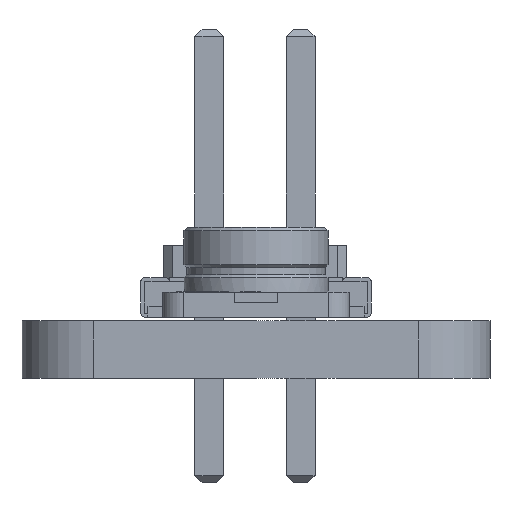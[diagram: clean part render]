
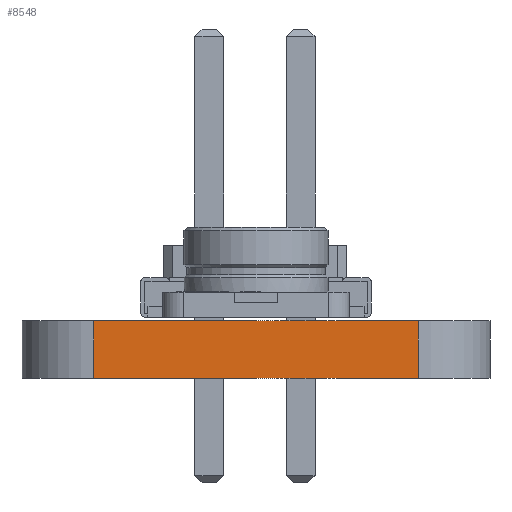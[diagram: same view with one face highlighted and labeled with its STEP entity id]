
A CAD part, left-side view. The second image highlights one B-rep face of the part: STEP entity #8548.
In plain terms, the highlighted planar face has unit normal (-1, 0, 0).
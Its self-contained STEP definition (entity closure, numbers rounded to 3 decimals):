
#8430 = EDGE_CURVE('',#8431,#8433,#8435,.T.);
#8431 = VERTEX_POINT('',#8432);
#8432 = CARTESIAN_POINT('',(106.75,-113.25,0.));
#8433 = VERTEX_POINT('',#8434);
#8434 = CARTESIAN_POINT('',(106.75,-113.25,0.8));
#8435 = SURFACE_CURVE('',#8436,(#8440,#8452),.PCURVE_S1.);
#8436 = LINE('',#8437,#8438);
#8437 = CARTESIAN_POINT('',(106.75,-113.25,0.));
#8438 = VECTOR('',#8439,1.);
#8439 = DIRECTION('',(0.,0.,1.));
#8440 = PCURVE('',#8441,#8446);
#8441 = CYLINDRICAL_SURFACE('',#8442,1.);
#8442 = AXIS2_PLACEMENT_3D('',#8443,#8444,#8445);
#8443 = CARTESIAN_POINT('',(107.75,-113.25,0.));
#8444 = DIRECTION('',(-0.,-0.,-1.));
#8445 = DIRECTION('',(1.,0.,-0.));
#8446 = DEFINITIONAL_REPRESENTATION('',(#8447),#8451);
#8447 = LINE('',#8448,#8449);
#8448 = CARTESIAN_POINT('',(-3.142,0.));
#8449 = VECTOR('',#8450,1.);
#8450 = DIRECTION('',(-0.,-1.));
#8451 = ( GEOMETRIC_REPRESENTATION_CONTEXT(2) 
PARAMETRIC_REPRESENTATION_CONTEXT() REPRESENTATION_CONTEXT('2D SPACE',''
  ) );
#8452 = PCURVE('',#8453,#8458);
#8453 = PLANE('',#8454);
#8454 = AXIS2_PLACEMENT_3D('',#8455,#8456,#8457);
#8455 = CARTESIAN_POINT('',(106.75,-113.25,0.));
#8456 = DIRECTION('',(-1.,0.,0.));
#8457 = DIRECTION('',(0.,1.,0.));
#8458 = DEFINITIONAL_REPRESENTATION('',(#8459),#8463);
#8459 = LINE('',#8460,#8461);
#8460 = CARTESIAN_POINT('',(0.,0.));
#8461 = VECTOR('',#8462,1.);
#8462 = DIRECTION('',(0.,-1.));
#8463 = ( GEOMETRIC_REPRESENTATION_CONTEXT(2) 
PARAMETRIC_REPRESENTATION_CONTEXT() REPRESENTATION_CONTEXT('2D SPACE',''
  ) );
#8482 = PLANE('',#8483);
#8483 = AXIS2_PLACEMENT_3D('',#8484,#8485,#8486);
#8484 = CARTESIAN_POINT('',(112.375,-111.,0.8));
#8485 = DIRECTION('',(0.,0.,1.));
#8486 = DIRECTION('',(1.,0.,-0.));
#8537 = PLANE('',#8538);
#8538 = AXIS2_PLACEMENT_3D('',#8539,#8540,#8541);
#8539 = CARTESIAN_POINT('',(112.375,-111.,0.));
#8540 = DIRECTION('',(0.,0.,1.));
#8541 = DIRECTION('',(1.,0.,-0.));
#8548 = ADVANCED_FACE('',(#8549),#8453,.T.);
#8549 = FACE_BOUND('',#8550,.T.);
#8550 = EDGE_LOOP('',(#8551,#8552,#8575,#8603));
#8551 = ORIENTED_EDGE('',*,*,#8430,.T.);
#8552 = ORIENTED_EDGE('',*,*,#8553,.T.);
#8553 = EDGE_CURVE('',#8433,#8554,#8556,.T.);
#8554 = VERTEX_POINT('',#8555);
#8555 = CARTESIAN_POINT('',(106.75,-108.75,0.8));
#8556 = SURFACE_CURVE('',#8557,(#8561,#8568),.PCURVE_S1.);
#8557 = LINE('',#8558,#8559);
#8558 = CARTESIAN_POINT('',(106.75,-113.25,0.8));
#8559 = VECTOR('',#8560,1.);
#8560 = DIRECTION('',(0.,1.,0.));
#8561 = PCURVE('',#8453,#8562);
#8562 = DEFINITIONAL_REPRESENTATION('',(#8563),#8567);
#8563 = LINE('',#8564,#8565);
#8564 = CARTESIAN_POINT('',(0.,-0.8));
#8565 = VECTOR('',#8566,1.);
#8566 = DIRECTION('',(1.,0.));
#8567 = ( GEOMETRIC_REPRESENTATION_CONTEXT(2) 
PARAMETRIC_REPRESENTATION_CONTEXT() REPRESENTATION_CONTEXT('2D SPACE',''
  ) );
#8568 = PCURVE('',#8482,#8569);
#8569 = DEFINITIONAL_REPRESENTATION('',(#8570),#8574);
#8570 = LINE('',#8571,#8572);
#8571 = CARTESIAN_POINT('',(-5.625,-2.25));
#8572 = VECTOR('',#8573,1.);
#8573 = DIRECTION('',(0.,1.));
#8574 = ( GEOMETRIC_REPRESENTATION_CONTEXT(2) 
PARAMETRIC_REPRESENTATION_CONTEXT() REPRESENTATION_CONTEXT('2D SPACE',''
  ) );
#8575 = ORIENTED_EDGE('',*,*,#8576,.F.);
#8576 = EDGE_CURVE('',#8577,#8554,#8579,.T.);
#8577 = VERTEX_POINT('',#8578);
#8578 = CARTESIAN_POINT('',(106.75,-108.75,0.));
#8579 = SURFACE_CURVE('',#8580,(#8584,#8591),.PCURVE_S1.);
#8580 = LINE('',#8581,#8582);
#8581 = CARTESIAN_POINT('',(106.75,-108.75,0.));
#8582 = VECTOR('',#8583,1.);
#8583 = DIRECTION('',(0.,0.,1.));
#8584 = PCURVE('',#8453,#8585);
#8585 = DEFINITIONAL_REPRESENTATION('',(#8586),#8590);
#8586 = LINE('',#8587,#8588);
#8587 = CARTESIAN_POINT('',(4.5,0.));
#8588 = VECTOR('',#8589,1.);
#8589 = DIRECTION('',(0.,-1.));
#8590 = ( GEOMETRIC_REPRESENTATION_CONTEXT(2) 
PARAMETRIC_REPRESENTATION_CONTEXT() REPRESENTATION_CONTEXT('2D SPACE',''
  ) );
#8591 = PCURVE('',#8592,#8597);
#8592 = CYLINDRICAL_SURFACE('',#8593,1.);
#8593 = AXIS2_PLACEMENT_3D('',#8594,#8595,#8596);
#8594 = CARTESIAN_POINT('',(107.75,-108.75,0.));
#8595 = DIRECTION('',(-0.,-0.,-1.));
#8596 = DIRECTION('',(1.,0.,-0.));
#8597 = DEFINITIONAL_REPRESENTATION('',(#8598),#8602);
#8598 = LINE('',#8599,#8600);
#8599 = CARTESIAN_POINT('',(-3.142,0.));
#8600 = VECTOR('',#8601,1.);
#8601 = DIRECTION('',(-0.,-1.));
#8602 = ( GEOMETRIC_REPRESENTATION_CONTEXT(2) 
PARAMETRIC_REPRESENTATION_CONTEXT() REPRESENTATION_CONTEXT('2D SPACE',''
  ) );
#8603 = ORIENTED_EDGE('',*,*,#8604,.F.);
#8604 = EDGE_CURVE('',#8431,#8577,#8605,.T.);
#8605 = SURFACE_CURVE('',#8606,(#8610,#8617),.PCURVE_S1.);
#8606 = LINE('',#8607,#8608);
#8607 = CARTESIAN_POINT('',(106.75,-113.25,0.));
#8608 = VECTOR('',#8609,1.);
#8609 = DIRECTION('',(0.,1.,0.));
#8610 = PCURVE('',#8453,#8611);
#8611 = DEFINITIONAL_REPRESENTATION('',(#8612),#8616);
#8612 = LINE('',#8613,#8614);
#8613 = CARTESIAN_POINT('',(0.,0.));
#8614 = VECTOR('',#8615,1.);
#8615 = DIRECTION('',(1.,0.));
#8616 = ( GEOMETRIC_REPRESENTATION_CONTEXT(2) 
PARAMETRIC_REPRESENTATION_CONTEXT() REPRESENTATION_CONTEXT('2D SPACE',''
  ) );
#8617 = PCURVE('',#8537,#8618);
#8618 = DEFINITIONAL_REPRESENTATION('',(#8619),#8623);
#8619 = LINE('',#8620,#8621);
#8620 = CARTESIAN_POINT('',(-5.625,-2.25));
#8621 = VECTOR('',#8622,1.);
#8622 = DIRECTION('',(0.,1.));
#8623 = ( GEOMETRIC_REPRESENTATION_CONTEXT(2) 
PARAMETRIC_REPRESENTATION_CONTEXT() REPRESENTATION_CONTEXT('2D SPACE',''
  ) );
